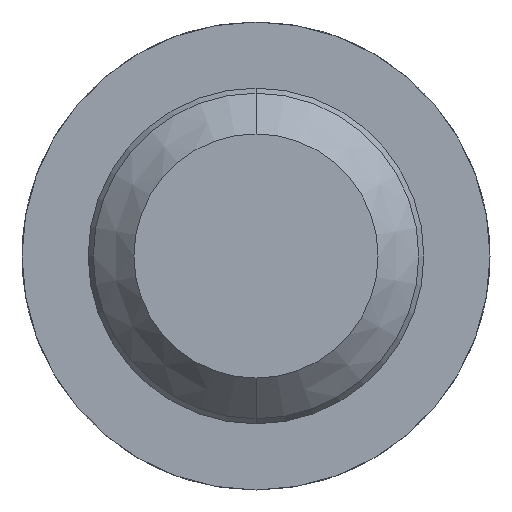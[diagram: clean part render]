
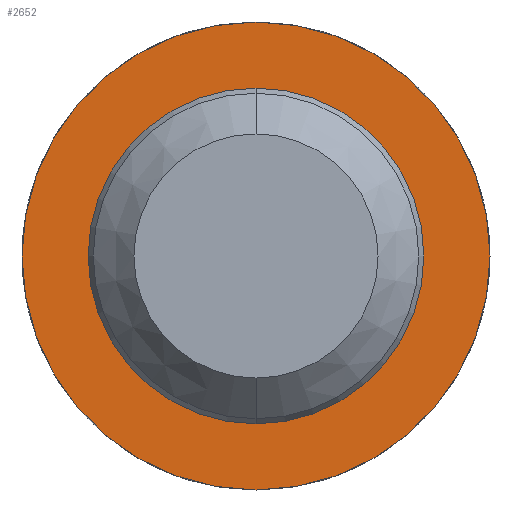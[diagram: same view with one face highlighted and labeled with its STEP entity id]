
A CAD part, front view. The second image highlights one B-rep face of the part: STEP entity #2652.
In plain terms, the highlighted planar face has unit normal (0, -1, 0).
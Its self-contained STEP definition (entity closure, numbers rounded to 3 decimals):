
#161 = EDGE_CURVE ( 'Defeature ausgef�hrt3_7+Defeature ausgef�hrt3_8+Defeature ausgef�hrt3_8+Defeature ausgef�hrt3_8', #707, #1907, #498, .T. ) ;
#214 = AXIS2_PLACEMENT_3D ( 'NONE', #730, #4226, #3877 ) ;
#315 = AXIS2_PLACEMENT_3D ( 'NONE', #3042, #4392, #4409 ) ;
#327 = FACE_OUTER_BOUND ( 'NONE', #361, .T. ) ;
#346 = DIRECTION ( 'NONE',  ( 0., -1., 0. ) ) ;
#361 = EDGE_LOOP ( 'NONE', ( #4381, #1379 ) ) ;
#498 = CIRCLE ( 'NONE', #3810, 0.825 ) ;
#582 = DIRECTION ( 'NONE',  ( 0., 0., -1. ) ) ;
#622 = CARTESIAN_POINT ( 'NONE',  ( 0., 11., 1.15 ) ) ;
#624 = FACE_BOUND ( 'NONE', #2138, .T. ) ;
#707 = VERTEX_POINT ( 'NONE', #1958 ) ;
#712 = CARTESIAN_POINT ( 'NONE',  ( 0., 11., 0. ) ) ;
#730 = CARTESIAN_POINT ( 'NONE',  ( 0., 11., 0. ) ) ;
#828 = EDGE_CURVE ( 'Defeature ausgef�hrt3_8+Defeature ausgef�hrt3_9+Defeature ausgef�hrt3_9+Defeature ausgef�hrt3_9', #3145, #3118, #2066, .T. ) ;
#981 = CARTESIAN_POINT ( 'NONE',  ( 0.825, 11., 0. ) ) ;
#1055 = DIRECTION ( 'NONE',  ( 0., -1., 0. ) ) ;
#1175 = CIRCLE ( 'NONE', #214, 1.15 ) ;
#1374 = AXIS2_PLACEMENT_3D ( 'NONE', #981, #346, #1691 ) ;
#1379 = ORIENTED_EDGE ( 'NONE', *, *, #828, .T. ) ;
#1667 = EDGE_CURVE ( 'Defeature ausgef�hrt3_7+Defeature ausgef�hrt3_8+Defeature ausgef�hrt3_8+Defeature ausgef�hrt3_8', #1907, #707, #2619, .T. ) ;
#1691 = DIRECTION ( 'NONE',  ( 0., 0., -1. ) ) ;
#1907 = VERTEX_POINT ( 'NONE', #2501 ) ;
#1958 = CARTESIAN_POINT ( 'NONE',  ( 0., 11., 0.825 ) ) ;
#2066 = CIRCLE ( 'NONE', #315, 1.15 ) ;
#2138 = EDGE_LOOP ( 'NONE', ( #3054, #2154 ) ) ;
#2154 = ORIENTED_EDGE ( 'NONE', *, *, #161, .F. ) ;
#2501 = CARTESIAN_POINT ( 'NONE',  ( 0., 11., -0.825 ) ) ;
#2619 = CIRCLE ( 'NONE', #3444, 0.825 ) ;
#2652 = ADVANCED_FACE ( 'Defeature ausgef�hrt3_8', ( #327, #624 ), #3066, .T. ) ;
#3017 = CARTESIAN_POINT ( 'NONE',  ( 0., 11., -1.15 ) ) ;
#3042 = CARTESIAN_POINT ( 'NONE',  ( 0., 11., 0. ) ) ;
#3054 = ORIENTED_EDGE ( 'NONE', *, *, #1667, .F. ) ;
#3066 = PLANE ( 'NONE',  #1374 ) ;
#3118 = VERTEX_POINT ( 'NONE', #3017 ) ;
#3145 = VERTEX_POINT ( 'NONE', #622 ) ;
#3444 = AXIS2_PLACEMENT_3D ( 'NONE', #4048, #4399, #582 ) ;
#3547 = EDGE_CURVE ( 'Defeature ausgef�hrt3_8+Defeature ausgef�hrt3_9+Defeature ausgef�hrt3_9+Defeature ausgef�hrt3_9', #3118, #3145, #1175, .T. ) ;
#3783 = DIRECTION ( 'NONE',  ( 0., 0., -1. ) ) ;
#3810 = AXIS2_PLACEMENT_3D ( 'NONE', #712, #1055, #3783 ) ;
#3877 = DIRECTION ( 'NONE',  ( 0., 0., -1. ) ) ;
#4048 = CARTESIAN_POINT ( 'NONE',  ( 0., 11., 0. ) ) ;
#4226 = DIRECTION ( 'NONE',  ( 0., -1., 0. ) ) ;
#4381 = ORIENTED_EDGE ( 'NONE', *, *, #3547, .T. ) ;
#4392 = DIRECTION ( 'NONE',  ( 0., -1., 0. ) ) ;
#4399 = DIRECTION ( 'NONE',  ( 0., -1., 0. ) ) ;
#4409 = DIRECTION ( 'NONE',  ( 0., 0., -1. ) ) ;
